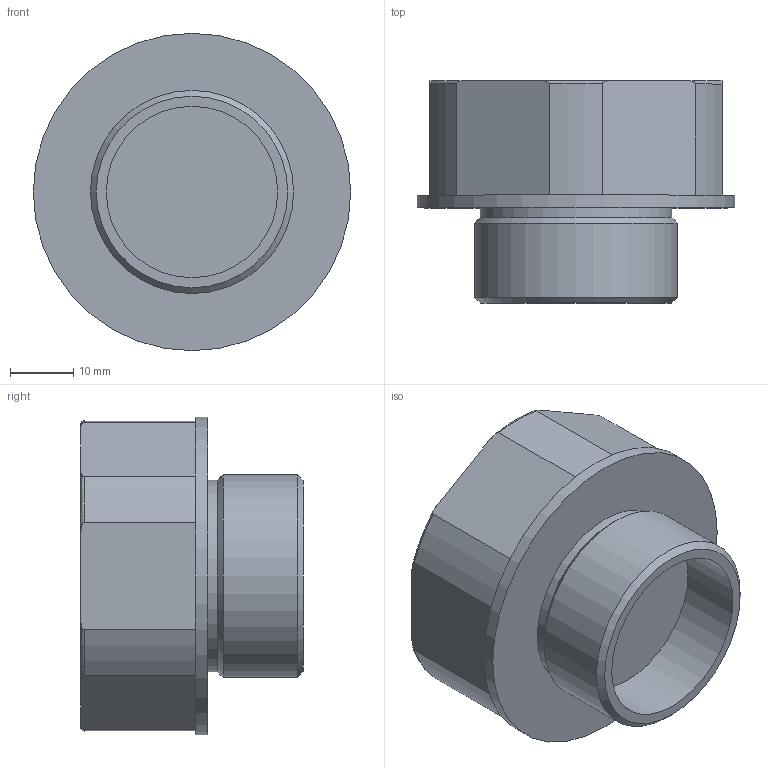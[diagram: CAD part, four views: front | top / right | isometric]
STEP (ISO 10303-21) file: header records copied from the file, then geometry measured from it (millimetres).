
FILE_DESCRIPTION( ( 'STEP AP203' ), '1' );
FILE_NAME( 'FLEXA RQG-Duo-M 5128.034.232.stp', '2020-03-24T11:41:02', ( 'License CC BY-ND 4.0' ), ( 'CADENAS' ), ' ', 'PARTsolutions', ' ' );
FILE_SCHEMA( ( 'CONFIG_CONTROL_DESIGN' ) );
Length unit declared in the file: millimetre
Products named in the file (1): _FLEXA RQG-Duo-M 5128.034.232
Bounding box: 50 x 35 x 50 mm (x, y, z)
Volume: 25325.9 mm3; surface area: 11329.2 mm2
Topology: 1 solids, 1 shells, 31 faces, 72 edges, 47 vertices
Faces by surface type: plane 12, cylinder 11, torus 6, cone 2
Full cylindrical faces by diameter (mm): 27 x1, 30.16 x1, 32 x1, 34.5 x1, 50 x1
Entity records: 1008 total; most frequent: CARTESIAN_POINT 276, DIRECTION 146, ORIENTED_EDGE 130, EDGE_CURVE 65, AXIS2_PLACEMENT_3D 61, VERTEX_POINT 47, EDGE_LOOP 42, FACE_OUTER_BOUND 36
